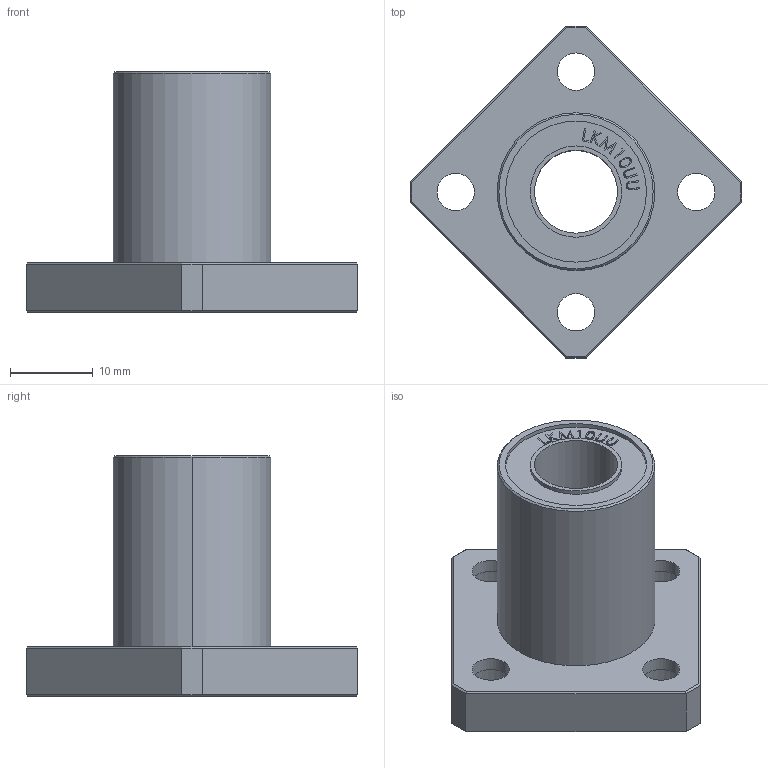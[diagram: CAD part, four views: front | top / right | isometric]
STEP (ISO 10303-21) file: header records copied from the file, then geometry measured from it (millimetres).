
FILE_DESCRIPTION (( 'STEP AP214' ), '1' );
FILE_NAME ('LMK10UU Bearing.STEP', '2021-11-15T07:49:26', ( '' ), ( '' ), 'SwSTEP 2.0', 'SolidWorks 2018', '' );
FILE_SCHEMA (( 'AUTOMOTIVE_DESIGN' ));
Length unit declared in the file: millimetre
Products named in the file (1): LMK10UU Bearing
Bounding box: 40 x 40 x 29 mm (x, y, z)
Volume: 8484.6 mm3; surface area: 5079.7 mm2
Topology: 1 solids, 1 shells, 223 faces, 570 edges, 374 vertices
Faces by surface type: plane 147, bspline 46, cylinder 28, cone 2
Entity records: 9732 total; most frequent: CARTESIAN_POINT 4398, ORIENTED_EDGE 1140, DIRECTION 892, EDGE_CURVE 570, LINE 420, VECTOR 420, VERTEX_POINT 374, EDGE_LOOP 258
